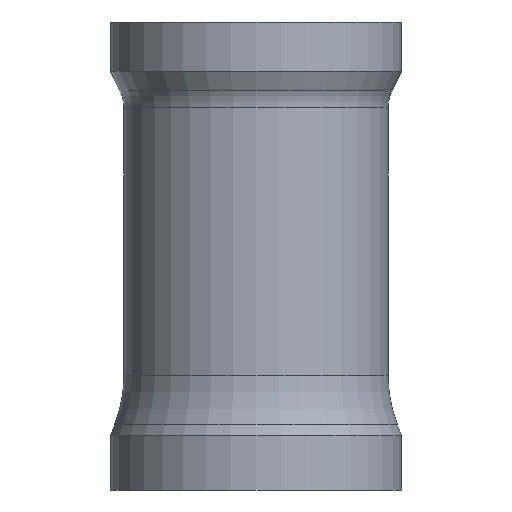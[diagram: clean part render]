
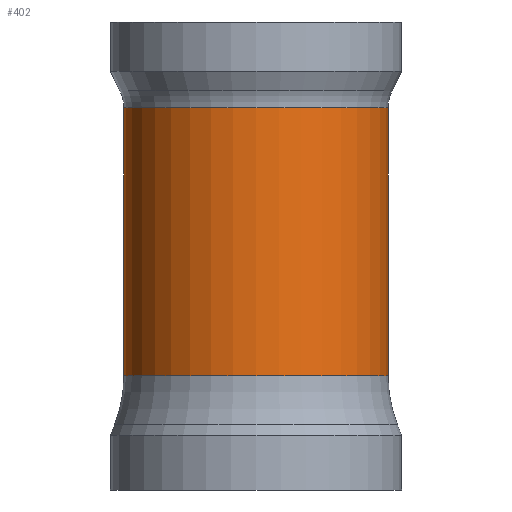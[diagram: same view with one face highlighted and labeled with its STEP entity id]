
A CAD part, front view. The second image highlights one B-rep face of the part: STEP entity #402.
In plain terms, the highlighted cylindrical face has radius 25.4 mm (diameter 50.8 mm), a partial arc.
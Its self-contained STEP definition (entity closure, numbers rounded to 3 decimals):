
#6 = CIRCLE ( 'NONE', #166, 25.4 ) ;
#18 = LINE ( 'NONE', #447, #190 ) ;
#38 = EDGE_CURVE ( 'NONE', #503, #312, #660, .T. ) ;
#83 = CARTESIAN_POINT ( 'NONE',  ( 0., 0., -16.5 ) ) ;
#128 = DIRECTION ( 'NONE',  ( 0., 0., 1. ) ) ;
#138 = ORIENTED_EDGE ( 'NONE', *, *, #484, .F. ) ;
#148 = ORIENTED_EDGE ( 'NONE', *, *, #330, .T. ) ;
#166 = AXIS2_PLACEMENT_3D ( 'NONE', #83, #128, #555 ) ;
#182 = DIRECTION ( 'NONE',  ( 1., 0., 0. ) ) ;
#190 = VECTOR ( 'NONE', #671, 1000. ) ;
#203 = EDGE_LOOP ( 'NONE', ( #523, #615, #148, #138 ) ) ;
#235 = CARTESIAN_POINT ( 'NONE',  ( 0., 0., -68. ) ) ;
#266 = AXIS2_PLACEMENT_3D ( 'NONE', #668, #401, #182 ) ;
#271 = CARTESIAN_POINT ( 'NONE',  ( 25.4, 0., -16.5 ) ) ;
#277 = DIRECTION ( 'NONE',  ( 0., 0., 1. ) ) ;
#279 = LINE ( 'NONE', #329, #399 ) ;
#312 = VERTEX_POINT ( 'NONE', #429 ) ;
#329 = CARTESIAN_POINT ( 'NONE',  ( 25.4, 0., 0. ) ) ;
#330 = EDGE_CURVE ( 'NONE', #312, #369, #279, .T. ) ;
#353 = FACE_OUTER_BOUND ( 'NONE', #203, .T. ) ;
#359 = CARTESIAN_POINT ( 'NONE',  ( -25.4, 0., -68. ) ) ;
#369 = VERTEX_POINT ( 'NONE', #271 ) ;
#399 = VECTOR ( 'NONE', #277, 1000. ) ;
#401 = DIRECTION ( 'NONE',  ( 0., 0., 1. ) ) ;
#402 = ADVANCED_FACE ( 'NONE', ( #353 ), #628, .T. ) ;
#423 = VERTEX_POINT ( 'NONE', #617 ) ;
#429 = CARTESIAN_POINT ( 'NONE',  ( 25.4, 0., -68. ) ) ;
#447 = CARTESIAN_POINT ( 'NONE',  ( -25.4, 0., 0. ) ) ;
#458 = DIRECTION ( 'NONE',  ( 0., 0., 1. ) ) ;
#484 = EDGE_CURVE ( 'NONE', #423, #369, #6, .T. ) ;
#503 = VERTEX_POINT ( 'NONE', #359 ) ;
#523 = ORIENTED_EDGE ( 'NONE', *, *, #531, .F. ) ;
#531 = EDGE_CURVE ( 'NONE', #503, #423, #18, .T. ) ;
#555 = DIRECTION ( 'NONE',  ( 1., 0., 0. ) ) ;
#615 = ORIENTED_EDGE ( 'NONE', *, *, #38, .T. ) ;
#617 = CARTESIAN_POINT ( 'NONE',  ( -25.4, 0., -16.5 ) ) ;
#628 = CYLINDRICAL_SURFACE ( 'NONE', #266, 25.4 ) ;
#660 = CIRCLE ( 'NONE', #672, 25.4 ) ;
#668 = CARTESIAN_POINT ( 'NONE',  ( 0., 0., 0. ) ) ;
#669 = DIRECTION ( 'NONE',  ( 1., 0., 0. ) ) ;
#671 = DIRECTION ( 'NONE',  ( 0., 0., 1. ) ) ;
#672 = AXIS2_PLACEMENT_3D ( 'NONE', #235, #458, #669 ) ;
